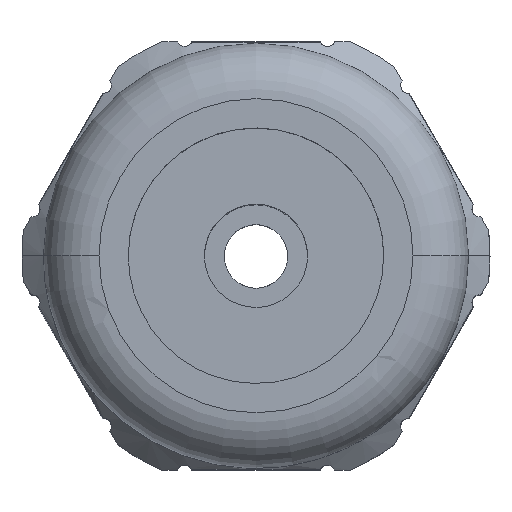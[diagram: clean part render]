
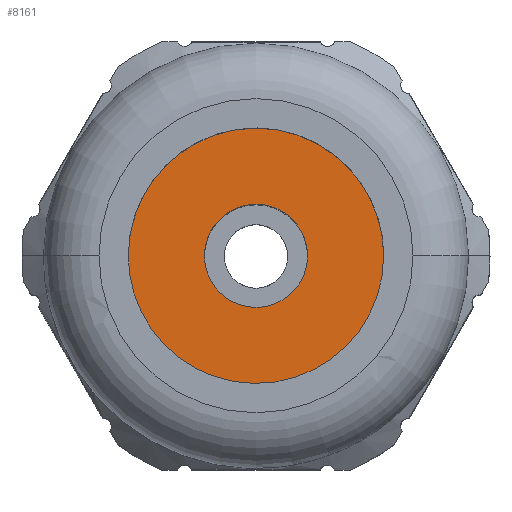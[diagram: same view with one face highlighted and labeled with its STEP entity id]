
A CAD part, top view. The second image highlights one B-rep face of the part: STEP entity #8161.
In plain terms, the highlighted planar face has unit normal (0, 0, 1).
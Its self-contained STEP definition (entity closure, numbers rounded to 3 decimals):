
#8087=AXIS2_PLACEMENT_3D('Plane Axis2P3D',#8084,#8085,#8086) ;
#8091=AXIS2_PLACEMENT_3D('Circle Axis2P3D',#8089,#8090,$) ;
#8100=AXIS2_PLACEMENT_3D('Circle Axis2P3D',#8098,#8099,$) ;
#8084=CARTESIAN_POINT('Axis2P3D Location',(14.75,13.5,22.5)) ;
#8089=CARTESIAN_POINT('Axis2P3D Location',(14.75,13.5,22.5)) ;
#8093=CARTESIAN_POINT('Vertex',(14.75,4.5,22.5)) ;
#8095=CARTESIAN_POINT('Vertex',(14.75,22.5,22.5)) ;
#8098=CARTESIAN_POINT('Axis2P3D Location',(14.75,13.5,22.5)) ;
#8108=CARTESIAN_POINT('Control Point',(14.75,16.75,22.5)) ;
#8109=CARTESIAN_POINT('Control Point',(15.103,16.75,22.5)) ;
#8110=CARTESIAN_POINT('Control Point',(15.457,16.702,22.5)) ;
#8111=CARTESIAN_POINT('Control Point',(15.801,16.606,22.5)) ;
#8112=CARTESIAN_POINT('Control Point',(16.455,16.323,22.5)) ;
#8113=CARTESIAN_POINT('Control Point',(17.011,15.875,22.5)) ;
#8114=CARTESIAN_POINT('Control Point',(17.256,15.615,22.5)) ;
#8115=CARTESIAN_POINT('Control Point',(17.669,15.034,22.5)) ;
#8116=CARTESIAN_POINT('Control Point',(17.913,14.364,22.5)) ;
#8117=CARTESIAN_POINT('Control Point',(17.988,14.014,22.5)) ;
#8118=CARTESIAN_POINT('Control Point',(18.042,13.303,22.5)) ;
#8119=CARTESIAN_POINT('Control Point',(17.904,12.604,22.5)) ;
#8120=CARTESIAN_POINT('Control Point',(17.788,12.265,22.5)) ;
#8121=CARTESIAN_POINT('Control Point',(17.466,11.629,22.5)) ;
#8122=CARTESIAN_POINT('Control Point',(16.986,11.102,22.5)) ;
#8123=CARTESIAN_POINT('Control Point',(16.712,10.872,22.5)) ;
#8124=CARTESIAN_POINT('Control Point',(16.174,10.536,22.5)) ;
#8125=CARTESIAN_POINT('Control Point',(15.573,10.338,22.5)) ;
#8126=CARTESIAN_POINT('Control Point',(15.301,10.279,22.5)) ;
#8127=CARTESIAN_POINT('Control Point',(15.026,10.25,22.5)) ;
#8128=CARTESIAN_POINT('Control Point',(14.75,10.25,22.5)) ;
#8129=CARTESIAN_POINT('Vertex',(14.75,16.75,22.5)) ;
#8131=CARTESIAN_POINT('Vertex',(14.75,10.25,22.5)) ;
#8135=CARTESIAN_POINT('Control Point',(14.75,10.25,22.5)) ;
#8136=CARTESIAN_POINT('Control Point',(14.397,10.25,22.5)) ;
#8137=CARTESIAN_POINT('Control Point',(14.043,10.298,22.5)) ;
#8138=CARTESIAN_POINT('Control Point',(13.699,10.394,22.5)) ;
#8139=CARTESIAN_POINT('Control Point',(13.045,10.677,22.5)) ;
#8140=CARTESIAN_POINT('Control Point',(12.489,11.125,22.5)) ;
#8141=CARTESIAN_POINT('Control Point',(12.244,11.385,22.5)) ;
#8142=CARTESIAN_POINT('Control Point',(11.831,11.966,22.5)) ;
#8143=CARTESIAN_POINT('Control Point',(11.587,12.636,22.5)) ;
#8144=CARTESIAN_POINT('Control Point',(11.512,12.986,22.5)) ;
#8145=CARTESIAN_POINT('Control Point',(11.458,13.697,22.5)) ;
#8146=CARTESIAN_POINT('Control Point',(11.596,14.396,22.5)) ;
#8147=CARTESIAN_POINT('Control Point',(11.712,14.735,22.5)) ;
#8148=CARTESIAN_POINT('Control Point',(12.034,15.371,22.5)) ;
#8149=CARTESIAN_POINT('Control Point',(12.514,15.898,22.5)) ;
#8150=CARTESIAN_POINT('Control Point',(12.788,16.128,22.5)) ;
#8151=CARTESIAN_POINT('Control Point',(13.326,16.464,22.5)) ;
#8152=CARTESIAN_POINT('Control Point',(13.927,16.662,22.5)) ;
#8153=CARTESIAN_POINT('Control Point',(14.199,16.721,22.5)) ;
#8154=CARTESIAN_POINT('Control Point',(14.474,16.75,22.5)) ;
#8155=CARTESIAN_POINT('Control Point',(14.75,16.75,22.5)) ;
#8085=DIRECTION('Axis2P3D Direction',(-0.,0.,1.)) ;
#8086=DIRECTION('Axis2P3D XDirection',(0.,-1.,0.)) ;
#8090=DIRECTION('Axis2P3D Direction',(-0.,0.,1.)) ;
#8099=DIRECTION('Axis2P3D Direction',(-0.,0.,1.)) ;
#8104=ORIENTED_EDGE('',*,*,#8097,.T.) ;
#8105=ORIENTED_EDGE('',*,*,#8102,.T.) ;
#8158=ORIENTED_EDGE('',*,*,#8133,.T.) ;
#8159=ORIENTED_EDGE('',*,*,#8156,.T.) ;
#8160=FACE_BOUND('',#8157,.T.) ;
#8161=ADVANCED_FACE('Hauptkoerper',(#8106,#8160),#8088,.T.) ;
#8107=B_SPLINE_CURVE_WITH_KNOTS('',5,(#8108,#8109,#8110,#8111,#8112,#8113,#8114,#8115,#8116,#8117,#8118,#8119,#8120,#8121,#8122,#8123,#8124,#8125,#8126,#8127,#8128),.UNSPECIFIED.,.F.,.U.,(6,3,3,3,3,3,6),(0.,2.498,4.996,7.494,9.992,12.49,14.439),.UNSPECIFIED.) ;
#8134=B_SPLINE_CURVE_WITH_KNOTS('',5,(#8135,#8136,#8137,#8138,#8139,#8140,#8141,#8142,#8143,#8144,#8145,#8146,#8147,#8148,#8149,#8150,#8151,#8152,#8153,#8154,#8155),.UNSPECIFIED.,.F.,.U.,(6,3,3,3,3,3,6),(0.,2.498,4.996,7.494,9.992,12.49,14.439),.UNSPECIFIED.) ;
#8092=CIRCLE('generated circle',#8091,9.) ;
#8101=CIRCLE('generated circle',#8100,9.) ;
#8097=EDGE_CURVE('',#8094,#8096,#8092,.T.) ;
#8102=EDGE_CURVE('',#8096,#8094,#8101,.T.) ;
#8133=EDGE_CURVE('',#8130,#8132,#8107,.T.) ;
#8156=EDGE_CURVE('',#8132,#8130,#8134,.T.) ;
#8103=EDGE_LOOP('',(#8104,#8105)) ;
#8157=EDGE_LOOP('',(#8158,#8159)) ;
#8106=FACE_OUTER_BOUND('',#8103,.T.) ;
#8088=PLANE('',#8087) ;
#8094=VERTEX_POINT('',#8093) ;
#8096=VERTEX_POINT('',#8095) ;
#8130=VERTEX_POINT('',#8129) ;
#8132=VERTEX_POINT('',#8131) ;
